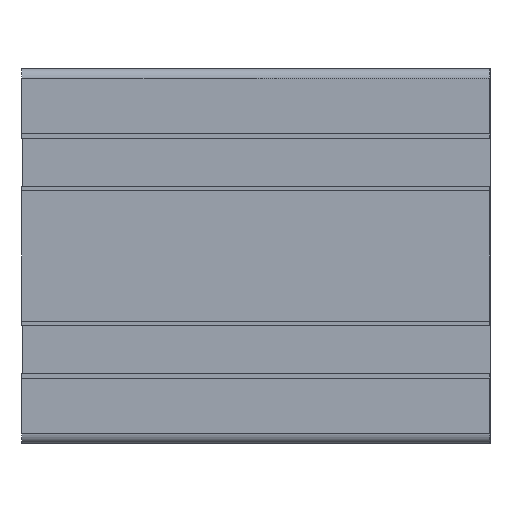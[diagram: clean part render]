
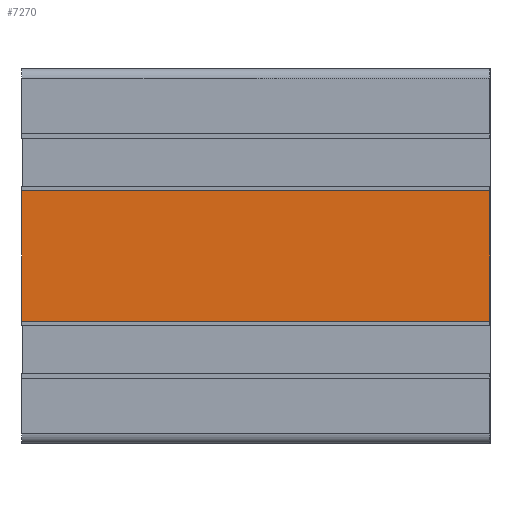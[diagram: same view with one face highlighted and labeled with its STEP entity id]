
A CAD part, left-side view. The second image highlights one B-rep face of the part: STEP entity #7270.
In plain terms, the highlighted planar face has unit normal (-1, 0, 0).
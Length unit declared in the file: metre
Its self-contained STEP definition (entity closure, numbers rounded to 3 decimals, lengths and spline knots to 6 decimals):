
#116=PLANE('',#7803);
#412=FACE_OUTER_BOUND('',#782,.T.);
#782=EDGE_LOOP('',(#5413,#5414,#5415,#5416));
#1361=LINE('',#11322,#2177);
#1362=LINE('',#11325,#2178);
#1363=LINE('',#11327,#2179);
#1364=LINE('',#11328,#2180);
#2177=VECTOR('',#9136,0.1);
#2178=VECTOR('',#9139,0.0278);
#2179=VECTOR('',#9140,0.0278);
#2180=VECTOR('',#9141,0.1);
#3269=VERTEX_POINT('',#11318);
#3270=VERTEX_POINT('',#11320);
#3271=VERTEX_POINT('',#11324);
#3272=VERTEX_POINT('',#11326);
#4157=EDGE_CURVE('',#3270,#3269,#1361,.T.);
#4158=EDGE_CURVE('',#3271,#3269,#1362,.T.);
#4159=EDGE_CURVE('',#3272,#3270,#1363,.T.);
#4160=EDGE_CURVE('',#3272,#3271,#1364,.T.);
#5413=ORIENTED_EDGE('',*,*,#4158,.T.);
#5414=ORIENTED_EDGE('',*,*,#4157,.F.);
#5415=ORIENTED_EDGE('',*,*,#4159,.F.);
#5416=ORIENTED_EDGE('',*,*,#4160,.T.);
#7270=ADVANCED_FACE('',(#412),#116,.F.);
#7803=AXIS2_PLACEMENT_3D('',#11323,#9137,#9138);
#9136=DIRECTION('',(0.,1.,0.));
#9137=DIRECTION('center_axis',(1.,0.,0.));
#9138=DIRECTION('ref_axis',(0.,0.,-1.));
#9139=DIRECTION('',(0.,0.,-1.));
#9140=DIRECTION('',(0.,0.,-1.));
#9141=DIRECTION('',(0.,1.,0.));
#11318=CARTESIAN_POINT('',(0.00157,0.022073,0.9261));
#11320=CARTESIAN_POINT('',(0.00157,-0.077927,0.9261));
#11322=CARTESIAN_POINT('',(0.00157,-0.077927,0.9261));
#11323=CARTESIAN_POINT('Origin',(0.00157,-0.077927,
0.9261));
#11324=CARTESIAN_POINT('',(0.00157,0.022073,0.9539));
#11325=CARTESIAN_POINT('',(0.00157,0.022073,0.9539));
#11326=CARTESIAN_POINT('',(0.00157,-0.077927,0.9539));
#11327=CARTESIAN_POINT('',(0.00157,-0.077927,0.9539));
#11328=CARTESIAN_POINT('',(0.00157,-0.077927,0.9539));
